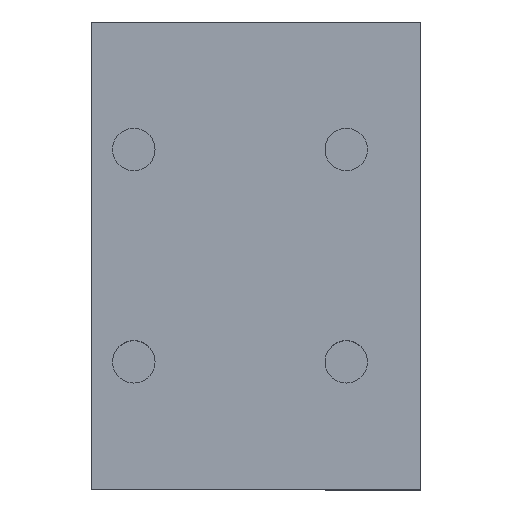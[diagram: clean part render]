
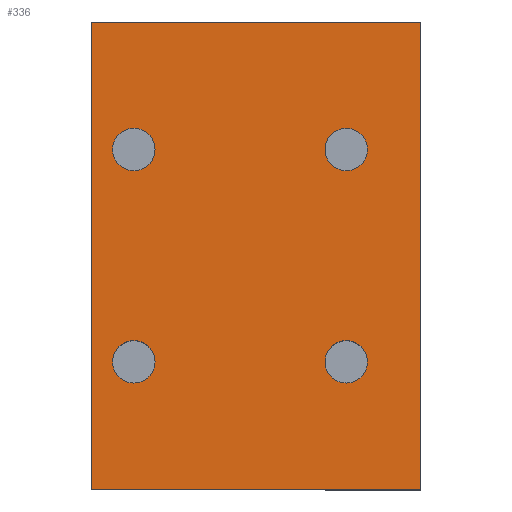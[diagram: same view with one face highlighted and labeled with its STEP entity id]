
A CAD part, top view. The second image highlights one B-rep face of the part: STEP entity #336.
In plain terms, the highlighted planar face has unit normal (0, 0, 1).
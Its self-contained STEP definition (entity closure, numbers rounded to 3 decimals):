
#23=FACE_BOUND('',#83,.T.);
#24=FACE_BOUND('',#84,.T.);
#25=FACE_BOUND('',#85,.T.);
#26=FACE_BOUND('',#86,.T.);
#34=PLANE('',#386);
#54=FACE_OUTER_BOUND('',#82,.T.);
#82=EDGE_LOOP('',(#285,#286,#287,#288));
#83=EDGE_LOOP('',(#289));
#84=EDGE_LOOP('',(#290));
#85=EDGE_LOOP('',(#291));
#86=EDGE_LOOP('',(#292));
#108=LINE('',#564,#134);
#109=LINE('',#567,#135);
#110=LINE('',#569,#136);
#111=LINE('',#570,#137);
#134=VECTOR('',#472,10.);
#135=VECTOR('',#475,10.);
#136=VECTOR('',#476,10.);
#137=VECTOR('',#477,10.);
#151=CIRCLE('',#368,2.);
#153=CIRCLE('',#372,2.);
#155=CIRCLE('',#376,2.);
#157=CIRCLE('',#380,2.);
#167=VERTEX_POINT('',#517);
#169=VERTEX_POINT('',#524);
#171=VERTEX_POINT('',#531);
#173=VERTEX_POINT('',#538);
#181=VERTEX_POINT('',#560);
#182=VERTEX_POINT('',#562);
#183=VERTEX_POINT('',#566);
#184=VERTEX_POINT('',#568);
#199=EDGE_CURVE('',#167,#167,#151,.T.);
#202=EDGE_CURVE('',#169,#169,#153,.T.);
#205=EDGE_CURVE('',#171,#171,#155,.T.);
#208=EDGE_CURVE('',#173,#173,#157,.T.);
#220=EDGE_CURVE('',#181,#182,#108,.T.);
#221=EDGE_CURVE('',#181,#183,#109,.T.);
#222=EDGE_CURVE('',#184,#182,#110,.T.);
#223=EDGE_CURVE('',#183,#184,#111,.T.);
#285=ORIENTED_EDGE('',*,*,#221,.F.);
#286=ORIENTED_EDGE('',*,*,#220,.T.);
#287=ORIENTED_EDGE('',*,*,#222,.F.);
#288=ORIENTED_EDGE('',*,*,#223,.F.);
#289=ORIENTED_EDGE('',*,*,#199,.T.);
#290=ORIENTED_EDGE('',*,*,#202,.T.);
#291=ORIENTED_EDGE('',*,*,#205,.T.);
#292=ORIENTED_EDGE('',*,*,#208,.T.);
#336=ADVANCED_FACE('',(#54,#23,#24,#25,#26),#34,.T.);
#368=AXIS2_PLACEMENT_3D('',#518,#423,#424);
#372=AXIS2_PLACEMENT_3D('',#525,#432,#433);
#376=AXIS2_PLACEMENT_3D('',#532,#441,#442);
#380=AXIS2_PLACEMENT_3D('',#539,#450,#451);
#386=AXIS2_PLACEMENT_3D('',#565,#473,#474);
#423=DIRECTION('center_axis',(0.,0.,-1.));
#424=DIRECTION('ref_axis',(1.,0.,0.));
#432=DIRECTION('center_axis',(0.,0.,-1.));
#433=DIRECTION('ref_axis',(1.,0.,0.));
#441=DIRECTION('center_axis',(0.,0.,-1.));
#442=DIRECTION('ref_axis',(1.,0.,0.));
#450=DIRECTION('center_axis',(0.,0.,-1.));
#451=DIRECTION('ref_axis',(1.,0.,0.));
#472=DIRECTION('',(0.,1.,0.));
#473=DIRECTION('center_axis',(0.,0.,1.));
#474=DIRECTION('ref_axis',(1.,0.,0.));
#475=DIRECTION('',(-1.,0.,0.));
#476=DIRECTION('',(1.,0.,0.));
#477=DIRECTION('',(0.,1.,0.));
#517=CARTESIAN_POINT('',(0.,32.,9.));
#518=CARTESIAN_POINT('Origin',(2.,32.,9.));
#524=CARTESIAN_POINT('',(0.,12.,9.));
#525=CARTESIAN_POINT('Origin',(2.,12.,9.));
#531=CARTESIAN_POINT('',(-20.,32.,9.));
#532=CARTESIAN_POINT('Origin',(-18.,32.,9.));
#538=CARTESIAN_POINT('',(-20.,12.,9.));
#539=CARTESIAN_POINT('Origin',(-18.,12.,9.));
#560=CARTESIAN_POINT('',(9.,0.,9.));
#562=CARTESIAN_POINT('',(9.,44.,9.));
#564=CARTESIAN_POINT('',(9.,0.,9.));
#565=CARTESIAN_POINT('Origin',(-22.,0.,9.));
#566=CARTESIAN_POINT('',(-22.,0.,9.));
#567=CARTESIAN_POINT('',(9.,0.,9.));
#568=CARTESIAN_POINT('',(-22.,44.,9.));
#569=CARTESIAN_POINT('',(9.,44.,9.));
#570=CARTESIAN_POINT('',(-22.,0.,9.));
